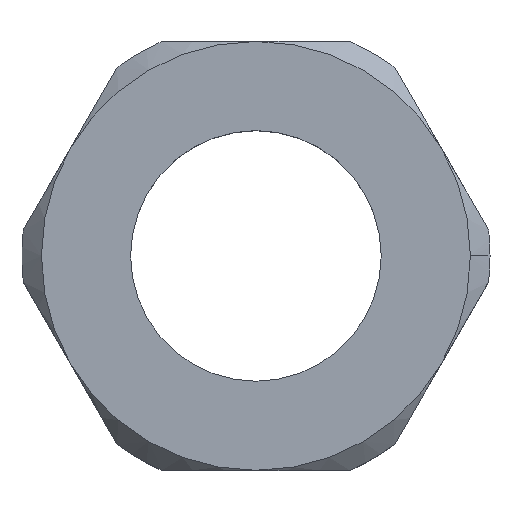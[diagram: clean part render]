
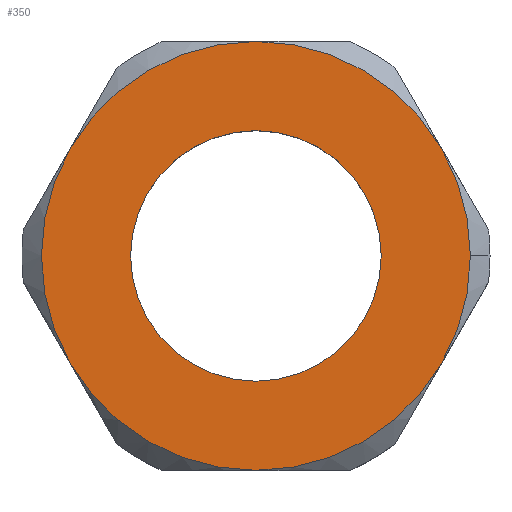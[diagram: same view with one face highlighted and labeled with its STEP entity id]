
A CAD part, top view. The second image highlights one B-rep face of the part: STEP entity #350.
In plain terms, the highlighted planar face has unit normal (0, 0, 1).
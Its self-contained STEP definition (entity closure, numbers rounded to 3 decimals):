
#1 = AXIS2_PLACEMENT_3D ( 'NONE', #48, #49, #50 ) ;
#16 = CARTESIAN_POINT ( 'NONE',  ( 0., 0., 5. ) ) ;
#20 = DIRECTION ( 'NONE',  ( 0., 0., 1. ) ) ;
#21 = DIRECTION ( 'NONE',  ( 1., 0., 0. ) ) ;
#22 = CARTESIAN_POINT ( 'NONE',  ( 0., 0., 5. ) ) ;
#23 = DIRECTION ( 'NONE',  ( 0., 0., 1. ) ) ;
#24 = DIRECTION ( 'NONE',  ( 1., 0., 0. ) ) ;
#25 = CARTESIAN_POINT ( 'NONE',  ( 0., 0., 5. ) ) ;
#26 = DIRECTION ( 'NONE',  ( 0., 0., 1. ) ) ;
#27 = DIRECTION ( 'NONE',  ( 1., 0., 0. ) ) ;
#28 = CARTESIAN_POINT ( 'NONE',  ( 0., 0., 5. ) ) ;
#29 = DIRECTION ( 'NONE',  ( 0., 0., 1. ) ) ;
#30 = DIRECTION ( 'NONE',  ( 1., 0., 0. ) ) ;
#31 = CARTESIAN_POINT ( 'NONE',  ( 0., 0., 5. ) ) ;
#32 = DIRECTION ( 'NONE',  ( 0., 0., 1. ) ) ;
#33 = DIRECTION ( 'NONE',  ( 1., 0., 0. ) ) ;
#45 = CARTESIAN_POINT ( 'NONE',  ( 0., 0., 5. ) ) ;
#46 = DIRECTION ( 'NONE',  ( 0., 0., 1. ) ) ;
#47 = DIRECTION ( 'NONE',  ( 1., 0., 0. ) ) ;
#48 = CARTESIAN_POINT ( 'NONE',  ( 0., 0., 5. ) ) ;
#49 = DIRECTION ( 'NONE',  ( 0., 0., 1. ) ) ;
#50 = DIRECTION ( 'NONE',  ( 1., 0., 0. ) ) ;
#145 = PLANE ( 'NONE',  #541 ) ;
#146 = CARTESIAN_POINT ( 'NONE',  ( 0., 0., 5. ) ) ;
#147 = DIRECTION ( 'NONE',  ( 0., 0., 1. ) ) ;
#148 = DIRECTION ( 'NONE',  ( 1., 0., 0. ) ) ;
#279 = CARTESIAN_POINT ( 'NONE',  ( 9.5, 0., 5. ) ) ;
#283 = CARTESIAN_POINT ( 'NONE',  ( -8.227, -4.75, 5. ) ) ;
#286 = CARTESIAN_POINT ( 'NONE',  ( 8.227, -4.75, 5. ) ) ;
#287 = CARTESIAN_POINT ( 'NONE',  ( -8.227, 4.75, 5. ) ) ;
#288 = CARTESIAN_POINT ( 'NONE',  ( 8.227, 4.75, 5. ) ) ;
#292 = CARTESIAN_POINT ( 'NONE',  ( 0., -9.5, 5. ) ) ;
#308 = EDGE_CURVE ( 'NONE', #806, #815, #402, .T. ) ;
#313 = EDGE_CURVE ( 'NONE', #829, #832, #400, .T. ) ;
#320 = EDGE_CURVE ( 'NONE', #832, #829, #396, .T. ) ;
#321 = EDGE_CURVE ( 'NONE', #813, #806, #395, .T. ) ;
#322 = EDGE_CURVE ( 'NONE', #815, #824, #394, .T. ) ;
#323 = EDGE_CURVE ( 'NONE', #824, #814, #393, .T. ) ;
#324 = EDGE_CURVE ( 'NONE', #814, #810, #392, .T. ) ;
#327 = EDGE_CURVE ( 'NONE', #810, #819, #391, .T. ) ;
#328 = EDGE_CURVE ( 'NONE', #819, #813, #390, .T. ) ;
#350 = ADVANCED_FACE ( 'NONE', ( #532, #539 ), #145, .T. ) ;
#390 = CIRCLE ( 'NONE', #1, 9.5 ) ;
#391 = CIRCLE ( 'NONE', #516, 9.5 ) ;
#392 = CIRCLE ( 'NONE', #487, 9.5 ) ;
#393 = CIRCLE ( 'NONE', #505, 9.5 ) ;
#394 = CIRCLE ( 'NONE', #510, 9.5 ) ;
#395 = CIRCLE ( 'NONE', #508, 9.5 ) ;
#396 = CIRCLE ( 'NONE', #515, 5.55 ) ;
#400 = CIRCLE ( 'NONE', #496, 5.55 ) ;
#402 = CIRCLE ( 'NONE', #493, 9.5 ) ;
#434 = CARTESIAN_POINT ( 'NONE',  ( 0., 9.5, 5. ) ) ;
#439 = CARTESIAN_POINT ( 'NONE',  ( -5.55, 0., 5. ) ) ;
#442 = CARTESIAN_POINT ( 'NONE',  ( 5.55, 0., 5. ) ) ;
#487 = AXIS2_PLACEMENT_3D ( 'NONE', #31, #32, #33 ) ;
#493 = AXIS2_PLACEMENT_3D ( 'NONE', #639, #638, #637 ) ;
#496 = AXIS2_PLACEMENT_3D ( 'NONE', #622, #618, #617 ) ;
#505 = AXIS2_PLACEMENT_3D ( 'NONE', #28, #29, #30 ) ;
#508 = AXIS2_PLACEMENT_3D ( 'NONE', #22, #23, #24 ) ;
#510 = AXIS2_PLACEMENT_3D ( 'NONE', #25, #26, #27 ) ;
#515 = AXIS2_PLACEMENT_3D ( 'NONE', #16, #20, #21 ) ;
#516 = AXIS2_PLACEMENT_3D ( 'NONE', #45, #46, #47 ) ;
#532 = FACE_BOUND ( 'NONE', #751, .T. ) ;
#539 = FACE_OUTER_BOUND ( 'NONE', #753, .T. ) ;
#541 = AXIS2_PLACEMENT_3D ( 'NONE', #146, #147, #148 ) ;
#617 = DIRECTION ( 'NONE',  ( 1., 0., 0. ) ) ;
#618 = DIRECTION ( 'NONE',  ( 0., 0., 1. ) ) ;
#622 = CARTESIAN_POINT ( 'NONE',  ( 0., 0., 5. ) ) ;
#637 = DIRECTION ( 'NONE',  ( 1., 0., 0. ) ) ;
#638 = DIRECTION ( 'NONE',  ( 0., 0., 1. ) ) ;
#639 = CARTESIAN_POINT ( 'NONE',  ( 0., 0., 5. ) ) ;
#741 = ORIENTED_EDGE ( 'NONE', *, *, #313, .F. ) ;
#742 = ORIENTED_EDGE ( 'NONE', *, *, #322, .T. ) ;
#743 = ORIENTED_EDGE ( 'NONE', *, *, #320, .F. ) ;
#744 = ORIENTED_EDGE ( 'NONE', *, *, #321, .T. ) ;
#745 = ORIENTED_EDGE ( 'NONE', *, *, #308, .T. ) ;
#746 = ORIENTED_EDGE ( 'NONE', *, *, #324, .T. ) ;
#747 = ORIENTED_EDGE ( 'NONE', *, *, #323, .T. ) ;
#748 = ORIENTED_EDGE ( 'NONE', *, *, #327, .T. ) ;
#751 = EDGE_LOOP ( 'NONE', ( #741, #743 ) ) ;
#753 = EDGE_LOOP ( 'NONE', ( #744, #745, #742, #747, #746, #748, #798 ) ) ;
#798 = ORIENTED_EDGE ( 'NONE', *, *, #328, .T. ) ;
#806 = VERTEX_POINT ( 'NONE', #279 ) ;
#810 = VERTEX_POINT ( 'NONE', #283 ) ;
#813 = VERTEX_POINT ( 'NONE', #286 ) ;
#814 = VERTEX_POINT ( 'NONE', #287 ) ;
#815 = VERTEX_POINT ( 'NONE', #288 ) ;
#819 = VERTEX_POINT ( 'NONE', #292 ) ;
#824 = VERTEX_POINT ( 'NONE', #434 ) ;
#829 = VERTEX_POINT ( 'NONE', #439 ) ;
#832 = VERTEX_POINT ( 'NONE', #442 ) ;
